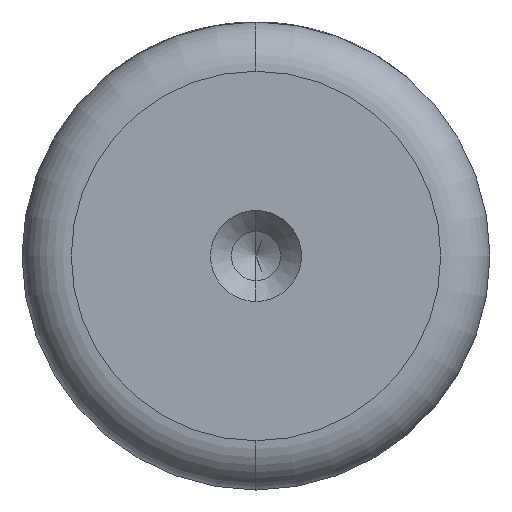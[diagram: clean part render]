
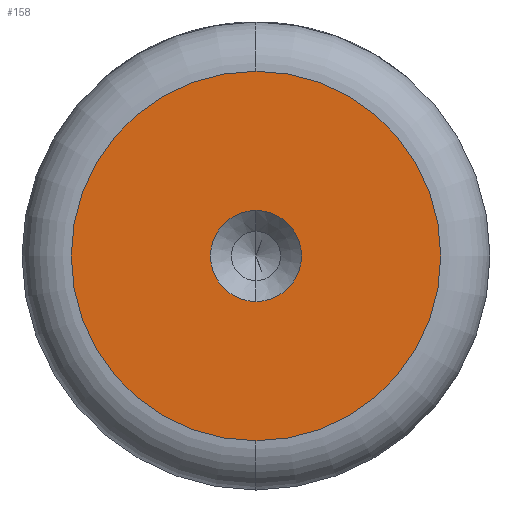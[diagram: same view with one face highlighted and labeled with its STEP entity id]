
A CAD part, left-side view. The second image highlights one B-rep face of the part: STEP entity #158.
In plain terms, the highlighted planar face has unit normal (-1, 0, 0).
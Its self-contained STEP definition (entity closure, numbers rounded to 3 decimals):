
#24 = DIRECTION ( 'NONE',  ( -1., 0., 0. ) ) ;
#61 = CIRCLE ( 'NONE', #1052, 7.5 ) ;
#88 = FACE_OUTER_BOUND ( 'NONE', #276, .T. ) ;
#93 = FACE_BOUND ( 'NONE', #773, .T. ) ;
#111 = DIRECTION ( 'NONE',  ( -1., 0., 0. ) ) ;
#158 = ADVANCED_FACE ( 'NONE', ( #93, #88 ), #1356, .T. ) ;
#159 = EDGE_CURVE ( 'NONE', #489, #367, #61, .T. ) ;
#218 = VERTEX_POINT ( 'NONE', #678 ) ;
#226 = EDGE_CURVE ( 'NONE', #435, #218, #1029, .T. ) ;
#231 = EDGE_CURVE ( 'NONE', #367, #489, #495, .T. ) ;
#276 = EDGE_LOOP ( 'NONE', ( #885, #432 ) ) ;
#352 = CARTESIAN_POINT ( 'NONE',  ( 0., 0., 0. ) ) ;
#367 = VERTEX_POINT ( 'NONE', #397 ) ;
#397 = CARTESIAN_POINT ( 'NONE',  ( 0., 0., -7.5 ) ) ;
#427 = CIRCLE ( 'NONE', #1018, 1.85 ) ;
#432 = ORIENTED_EDGE ( 'NONE', *, *, #231, .T. ) ;
#435 = VERTEX_POINT ( 'NONE', #1217 ) ;
#457 = DIRECTION ( 'NONE',  ( 0., 0., 1. ) ) ;
#460 = DIRECTION ( 'NONE',  ( 0., 0., 1. ) ) ;
#486 = DIRECTION ( 'NONE',  ( -1., 0., 0. ) ) ;
#489 = VERTEX_POINT ( 'NONE', #1324 ) ;
#495 = CIRCLE ( 'NONE', #886, 7.5 ) ;
#678 = CARTESIAN_POINT ( 'NONE',  ( 0., 0., -1.85 ) ) ;
#684 = CARTESIAN_POINT ( 'NONE',  ( 0., 0., 0. ) ) ;
#756 = CARTESIAN_POINT ( 'NONE',  ( 0., 0., 0. ) ) ;
#759 = CARTESIAN_POINT ( 'NONE',  ( 0., 0., 0. ) ) ;
#766 = ORIENTED_EDGE ( 'NONE', *, *, #226, .F. ) ;
#773 = EDGE_LOOP ( 'NONE', ( #766, #1333 ) ) ;
#785 = DIRECTION ( 'NONE',  ( 0., 0., 1. ) ) ;
#863 = DIRECTION ( 'NONE',  ( 0., 0., 1. ) ) ;
#872 = AXIS2_PLACEMENT_3D ( 'NONE', #1094, #486, #1194 ) ;
#885 = ORIENTED_EDGE ( 'NONE', *, *, #159, .T. ) ;
#886 = AXIS2_PLACEMENT_3D ( 'NONE', #684, #24, #785 ) ;
#955 = EDGE_CURVE ( 'NONE', #218, #435, #427, .T. ) ;
#1018 = AXIS2_PLACEMENT_3D ( 'NONE', #352, #1067, #460 ) ;
#1029 = CIRCLE ( 'NONE', #872, 1.85 ) ;
#1044 = AXIS2_PLACEMENT_3D ( 'NONE', #756, #1065, #457 ) ;
#1052 = AXIS2_PLACEMENT_3D ( 'NONE', #759, #111, #863 ) ;
#1065 = DIRECTION ( 'NONE',  ( -1., 0., 0. ) ) ;
#1067 = DIRECTION ( 'NONE',  ( -1., 0., 0. ) ) ;
#1094 = CARTESIAN_POINT ( 'NONE',  ( 0., 0., 0. ) ) ;
#1194 = DIRECTION ( 'NONE',  ( 0., 0., 1. ) ) ;
#1217 = CARTESIAN_POINT ( 'NONE',  ( 0., 0., 1.85 ) ) ;
#1324 = CARTESIAN_POINT ( 'NONE',  ( 0., 0., 7.5 ) ) ;
#1333 = ORIENTED_EDGE ( 'NONE', *, *, #955, .F. ) ;
#1356 = PLANE ( 'NONE',  #1044 ) ;
